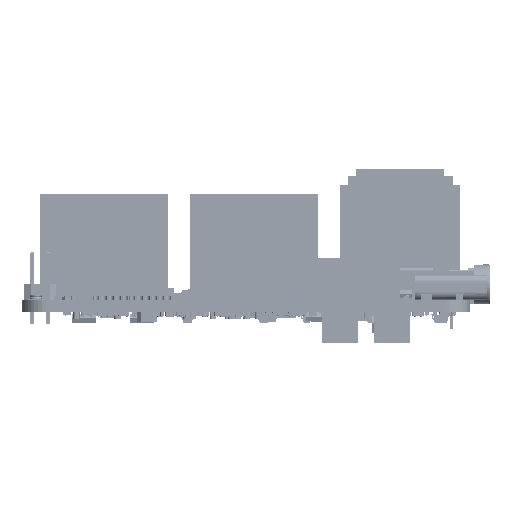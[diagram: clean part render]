
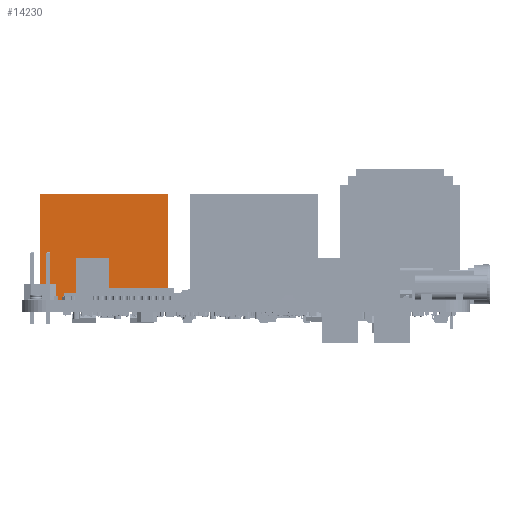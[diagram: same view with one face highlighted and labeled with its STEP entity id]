
A CAD part, left-side view. The second image highlights one B-rep face of the part: STEP entity #14230.
In plain terms, the highlighted face is planar.
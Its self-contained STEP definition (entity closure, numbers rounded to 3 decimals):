
#13495=DIRECTION('',(0.,-1.,0.));
#13496=VECTOR('',#13495,13.2);
#13497=CARTESIAN_POINT('',(-8.,6.6,-10.5));
#13498=LINE('',#13497,#13496);
#13499=DIRECTION('',(1.,0.,0.));
#13500=VECTOR('',#13499,16.);
#13501=CARTESIAN_POINT('',(-8.,-6.6,-10.5));
#13502=LINE('',#13501,#13500);
#13503=DIRECTION('',(0.,1.,0.));
#13504=VECTOR('',#13503,13.2);
#13505=CARTESIAN_POINT('',(8.,-6.6,-10.5));
#13506=LINE('',#13505,#13504);
#13507=DIRECTION('',(-1.,0.,0.));
#13508=VECTOR('',#13507,16.);
#13509=CARTESIAN_POINT('',(8.,6.6,-10.5));
#13510=LINE('',#13509,#13508);
#14039=CARTESIAN_POINT('',(-8.,6.6,-10.5));
#14040=CARTESIAN_POINT('',(-8.,-6.6,-10.5));
#14041=VERTEX_POINT('',#14039);
#14042=VERTEX_POINT('',#14040);
#14043=CARTESIAN_POINT('',(8.,-6.6,-10.5));
#14044=VERTEX_POINT('',#14043);
#14045=CARTESIAN_POINT('',(8.,6.6,-10.5));
#14046=VERTEX_POINT('',#14045);
#14215=CARTESIAN_POINT('',(0.,0.,-10.5));
#14216=DIRECTION('',(0.,0.,1.));
#14217=DIRECTION('',(1.,0.,0.));
#14218=AXIS2_PLACEMENT_3D('',#14215,#14216,#14217);
#14219=PLANE('',#14218);
#14221=ORIENTED_EDGE('',*,*,#14220,.T.);
#14223=ORIENTED_EDGE('',*,*,#14222,.T.);
#14225=ORIENTED_EDGE('',*,*,#14224,.T.);
#14227=ORIENTED_EDGE('',*,*,#14226,.T.);
#14228=EDGE_LOOP('',(#14221,#14223,#14225,#14227));
#14229=FACE_OUTER_BOUND('',#14228,.F.);
#14220=EDGE_CURVE('',#14041,#14042,#13498,.T.);
#14222=EDGE_CURVE('',#14042,#14044,#13502,.T.);
#14224=EDGE_CURVE('',#14044,#14046,#13506,.T.);
#14226=EDGE_CURVE('',#14046,#14041,#13510,.T.);
#14230=ADVANCED_FACE('',(#14229),#14219,.F.);
